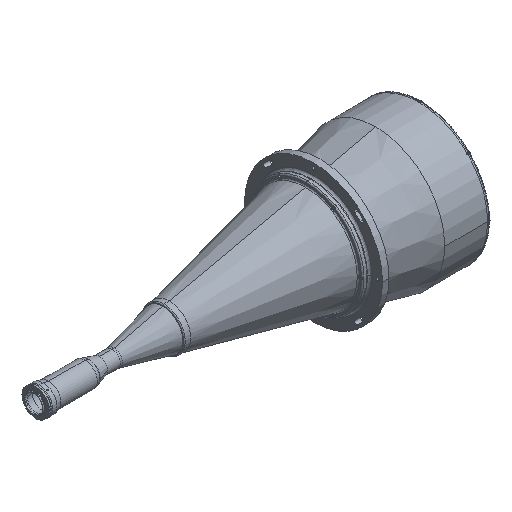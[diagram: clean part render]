
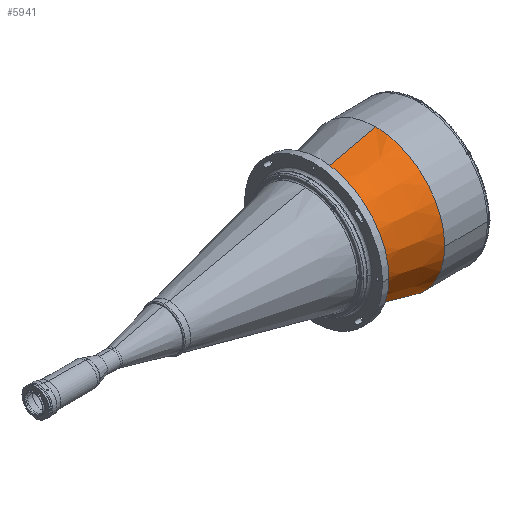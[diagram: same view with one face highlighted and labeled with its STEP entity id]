
A CAD part, isometric view. The second image highlights one B-rep face of the part: STEP entity #5941.
In plain terms, the highlighted conical face has half-angle 13 degrees and reference radius 161 mm.
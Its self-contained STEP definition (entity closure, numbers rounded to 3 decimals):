
#288 = DIRECTION ( 'NONE',  ( 1., 0., 0. ) ) ;
#352 = AXIS2_PLACEMENT_3D ( 'NONE', #1781, #9511, #6188 ) ;
#653 = CIRCLE ( 'NONE', #8517, 132.4 ) ;
#1236 = ORIENTED_EDGE ( 'NONE', *, *, #2615, .T. ) ;
#1315 = EDGE_CURVE ( 'NONE', #7706, #11841, #7126, .T. ) ;
#1321 = ORIENTED_EDGE ( 'NONE', *, *, #1315, .T. ) ;
#1600 = DIRECTION ( 'NONE',  ( 1., 0., 0. ) ) ;
#1781 = CARTESIAN_POINT ( 'NONE',  ( 695.474, 0., 0. ) ) ;
#2025 = EDGE_CURVE ( 'NONE', #10656, #8077, #6754, .T. ) ;
#2261 = DIRECTION ( 'NONE',  ( 0., 1., 0. ) ) ;
#2615 = EDGE_CURVE ( 'NONE', #3027, #10656, #13670, .T. ) ;
#2672 = ORIENTED_EDGE ( 'NONE', *, *, #6065, .T. ) ;
#3027 = VERTEX_POINT ( 'NONE', #13041 ) ;
#3734 = EDGE_LOOP ( 'NONE', ( #1321, #2672, #12094, #1236, #4102, #8691 ) ) ;
#4102 = ORIENTED_EDGE ( 'NONE', *, *, #2025, .T. ) ;
#4419 = VECTOR ( 'NONE', #9788, 1000. ) ;
#4602 = VERTEX_POINT ( 'NONE', #6509 ) ;
#5941 = ADVANCED_FACE ( 'NONE', ( #13453 ), #9829, .T. ) ;
#5973 = DIRECTION ( 'NONE',  ( -1., 0., 0. ) ) ;
#6065 = EDGE_CURVE ( 'NONE', #11841, #4602, #653, .T. ) ;
#6076 = DIRECTION ( 'NONE',  ( 0.974, 0., 0.225 ) ) ;
#6145 = DIRECTION ( 'NONE',  ( -1., 0., 0. ) ) ;
#6188 = DIRECTION ( 'NONE',  ( 0., 0., 1. ) ) ;
#6425 = AXIS2_PLACEMENT_3D ( 'NONE', #7090, #288, #11928 ) ;
#6509 = CARTESIAN_POINT ( 'NONE',  ( 571.596, 0., -132.4 ) ) ;
#6606 = AXIS2_PLACEMENT_3D ( 'NONE', #11624, #5973, #11484 ) ;
#6754 = CIRCLE ( 'NONE', #6606, 161. ) ;
#6841 = VECTOR ( 'NONE', #6076, 1000. ) ;
#7090 = CARTESIAN_POINT ( 'NONE',  ( 571.596, 0., 0. ) ) ;
#7126 = CIRCLE ( 'NONE', #6425, 132.4 ) ;
#7370 = LINE ( 'NONE', #11969, #4419 ) ;
#7376 = EDGE_CURVE ( 'NONE', #7706, #8077, #12753, .T. ) ;
#7546 = AXIS2_PLACEMENT_3D ( 'NONE', #11491, #6145, #2261 ) ;
#7621 = EDGE_CURVE ( 'NONE', #4602, #3027, #7370, .T. ) ;
#7706 = VERTEX_POINT ( 'NONE', #9884 ) ;
#8077 = VERTEX_POINT ( 'NONE', #12834 ) ;
#8221 = CARTESIAN_POINT ( 'NONE',  ( 571.596, 0., 0. ) ) ;
#8517 = AXIS2_PLACEMENT_3D ( 'NONE', #8221, #1600, #9332 ) ;
#8691 = ORIENTED_EDGE ( 'NONE', *, *, #7376, .F. ) ;
#9332 = DIRECTION ( 'NONE',  ( 0., 1., 0. ) ) ;
#9363 = CARTESIAN_POINT ( 'NONE',  ( 695.474, 0., 161. ) ) ;
#9511 = DIRECTION ( 'NONE',  ( 1., 0., 0. ) ) ;
#9788 = DIRECTION ( 'NONE',  ( 0.974, 0., -0.225 ) ) ;
#9829 = CONICAL_SURFACE ( 'NONE', #352, 161., 0.227 ) ;
#9884 = CARTESIAN_POINT ( 'NONE',  ( 571.596, 0., 132.4 ) ) ;
#10656 = VERTEX_POINT ( 'NONE', #13758 ) ;
#11484 = DIRECTION ( 'NONE',  ( 0., 1., 0. ) ) ;
#11491 = CARTESIAN_POINT ( 'NONE',  ( 695.474, 0., 0. ) ) ;
#11624 = CARTESIAN_POINT ( 'NONE',  ( 695.474, 0., 0. ) ) ;
#11841 = VERTEX_POINT ( 'NONE', #12778 ) ;
#11928 = DIRECTION ( 'NONE',  ( 0., 1., 0. ) ) ;
#11969 = CARTESIAN_POINT ( 'NONE',  ( 695.474, 0., -161. ) ) ;
#12094 = ORIENTED_EDGE ( 'NONE', *, *, #7621, .T. ) ;
#12753 = LINE ( 'NONE', #9363, #6841 ) ;
#12778 = CARTESIAN_POINT ( 'NONE',  ( 571.596, -132.4, 0. ) ) ;
#12834 = CARTESIAN_POINT ( 'NONE',  ( 695.474, 0., 161. ) ) ;
#13041 = CARTESIAN_POINT ( 'NONE',  ( 695.474, 0., -161. ) ) ;
#13453 = FACE_OUTER_BOUND ( 'NONE', #3734, .T. ) ;
#13670 = CIRCLE ( 'NONE', #7546, 161. ) ;
#13758 = CARTESIAN_POINT ( 'NONE',  ( 695.474, -161., 0. ) ) ;
